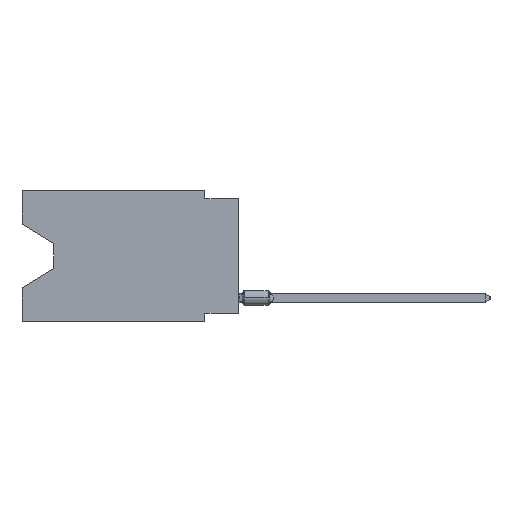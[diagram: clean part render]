
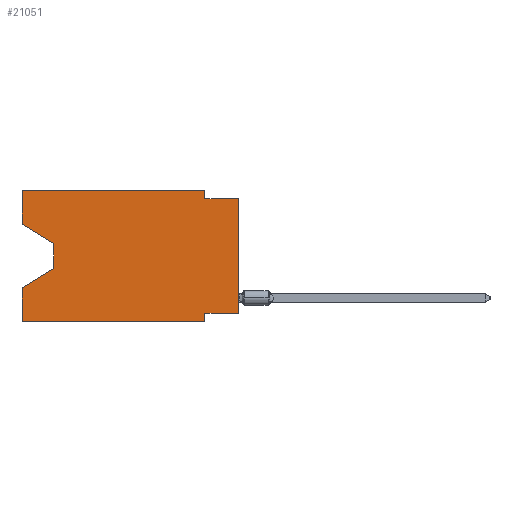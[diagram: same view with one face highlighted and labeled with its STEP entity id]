
A CAD part, left-side view. The second image highlights one B-rep face of the part: STEP entity #21051.
In plain terms, the highlighted planar face has unit normal (-1, 0, 0).
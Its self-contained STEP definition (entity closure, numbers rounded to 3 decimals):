
#258 = EDGE_CURVE ( 'NONE', #28695, #14778, #25463, .T. ) ;
#682 = CARTESIAN_POINT ( 'NONE',  ( 0., 2.54, 0. ) ) ;
#773 = CARTESIAN_POINT ( 'NONE',  ( 0., 13.97, -5.893 ) ) ;
#1413 = DIRECTION ( 'NONE',  ( 0., 0., 1. ) ) ;
#1926 = ORIENTED_EDGE ( 'NONE', *, *, #37457, .F. ) ;
#2328 = VERTEX_POINT ( 'NONE', #26201 ) ;
#2735 = VECTOR ( 'NONE', #25434, 1000. ) ;
#2939 = LINE ( 'NONE', #9624, #32197 ) ;
#4409 = LINE ( 'NONE', #15153, #2735 ) ;
#5421 = CARTESIAN_POINT ( 'NONE',  ( 0., 16.383, -2.546 ) ) ;
#5645 = EDGE_CURVE ( 'NONE', #37378, #34340, #7322, .T. ) ;
#6574 = PLANE ( 'NONE',  #39969 ) ;
#7322 = LINE ( 'NONE', #10899, #43073 ) ;
#7582 = VECTOR ( 'NONE', #25679, 1000. ) ;
#7621 = ORIENTED_EDGE ( 'NONE', *, *, #258, .T. ) ;
#7629 = VECTOR ( 'NONE', #23058, 1000. ) ;
#7703 = LINE ( 'NONE', #773, #7722 ) ;
#7722 = VECTOR ( 'NONE', #24724, 1000. ) ;
#7842 = LINE ( 'NONE', #682, #20970 ) ;
#8178 = DIRECTION ( 'NONE',  ( 0., -1., 0. ) ) ;
#8213 = CARTESIAN_POINT ( 'NONE',  ( 0., 16.383, -2.546 ) ) ;
#8323 = CARTESIAN_POINT ( 'NONE',  ( 0., 16.383, -7.36 ) ) ;
#9624 = CARTESIAN_POINT ( 'NONE',  ( 0., 0., -9.271 ) ) ;
#10172 = VECTOR ( 'NONE', #32416, 1000. ) ;
#10472 = VERTEX_POINT ( 'NONE', #15952 ) ;
#10657 = ORIENTED_EDGE ( 'NONE', *, *, #18171, .F. ) ;
#10669 = VERTEX_POINT ( 'NONE', #16408 ) ;
#10752 = ORIENTED_EDGE ( 'NONE', *, *, #20685, .T. ) ;
#10899 = CARTESIAN_POINT ( 'NONE',  ( 0., 0., 0. ) ) ;
#10947 = CARTESIAN_POINT ( 'NONE',  ( 0., 13.97, -4.013 ) ) ;
#12146 = EDGE_CURVE ( 'NONE', #14778, #43352, #22520, .T. ) ;
#12416 = CARTESIAN_POINT ( 'NONE',  ( 0., 16.383, 0. ) ) ;
#13624 = EDGE_CURVE ( 'NONE', #37378, #10472, #2939, .T. ) ;
#14337 = DIRECTION ( 'NONE',  ( 0., 0., -1. ) ) ;
#14778 = VERTEX_POINT ( 'NONE', #25185 ) ;
#14970 = CARTESIAN_POINT ( 'NONE',  ( 0., 16.383, -9.906 ) ) ;
#15153 = CARTESIAN_POINT ( 'NONE',  ( 0., 16.383, 0. ) ) ;
#15952 = CARTESIAN_POINT ( 'NONE',  ( 0., 2.54, -9.271 ) ) ;
#16408 = CARTESIAN_POINT ( 'NONE',  ( 0., 2.54, -0.635 ) ) ;
#17309 = CARTESIAN_POINT ( 'NONE',  ( 0., 2.54, 0. ) ) ;
#17530 = DIRECTION ( 'NONE',  ( 0., -1., 0. ) ) ;
#18171 = EDGE_CURVE ( 'NONE', #28695, #2328, #4409, .T. ) ;
#18649 = CARTESIAN_POINT ( 'NONE',  ( 0., 16.383, 0. ) ) ;
#18976 = EDGE_CURVE ( 'NONE', #10669, #34340, #28798, .T. ) ;
#19396 = CARTESIAN_POINT ( 'NONE',  ( 0., 13.97, -5.893 ) ) ;
#20685 = EDGE_CURVE ( 'NONE', #43352, #37170, #7703, .T. ) ;
#20970 = VECTOR ( 'NONE', #14337, 1000. ) ;
#21051 = ADVANCED_FACE ( 'NONE', ( #37289 ), #6574, .F. ) ;
#21743 = ORIENTED_EDGE ( 'NONE', *, *, #13624, .F. ) ;
#22520 = LINE ( 'NONE', #10947, #7582 ) ;
#23058 = DIRECTION ( 'NONE',  ( 0., 0., -1. ) ) ;
#23912 = CARTESIAN_POINT ( 'NONE',  ( 0., 0., -0.635 ) ) ;
#23979 = ORIENTED_EDGE ( 'NONE', *, *, #30207, .F. ) ;
#24567 = DIRECTION ( 'NONE',  ( 0., 0., 1. ) ) ;
#24724 = DIRECTION ( 'NONE',  ( 0., 0.855, -0.519 ) ) ;
#25185 = CARTESIAN_POINT ( 'NONE',  ( 0., 13.97, -4.013 ) ) ;
#25434 = DIRECTION ( 'NONE',  ( 0., 0., 1. ) ) ;
#25463 = LINE ( 'NONE', #8213, #10172 ) ;
#25679 = DIRECTION ( 'NONE',  ( 0., 0., -1. ) ) ;
#25944 = ORIENTED_EDGE ( 'NONE', *, *, #18976, .F. ) ;
#26201 = CARTESIAN_POINT ( 'NONE',  ( 0., 16.383, 0. ) ) ;
#26265 = ORIENTED_EDGE ( 'NONE', *, *, #32660, .T. ) ;
#27298 = EDGE_CURVE ( 'NONE', #10472, #33551, #30431, .T. ) ;
#28583 = EDGE_LOOP ( 'NONE', ( #7621, #38803, #10752, #23979, #26265, #32176, #21743, #30386, #25944, #1926, #38493, #10657 ) ) ;
#28635 = DIRECTION ( 'NONE',  ( 0., -1., 0. ) ) ;
#28695 = VERTEX_POINT ( 'NONE', #5421 ) ;
#28798 = LINE ( 'NONE', #42477, #39075 ) ;
#28990 = VECTOR ( 'NONE', #1413, 1000. ) ;
#29059 = LINE ( 'NONE', #14970, #38447 ) ;
#30207 = EDGE_CURVE ( 'NONE', #35172, #37170, #35678, .T. ) ;
#30386 = ORIENTED_EDGE ( 'NONE', *, *, #5645, .T. ) ;
#30431 = LINE ( 'NONE', #33598, #7629 ) ;
#31820 = EDGE_CURVE ( 'NONE', #2328, #32594, #37945, .T. ) ;
#32176 = ORIENTED_EDGE ( 'NONE', *, *, #27298, .F. ) ;
#32197 = VECTOR ( 'NONE', #36978, 1000. ) ;
#32416 = DIRECTION ( 'NONE',  ( 0., -0.855, -0.519 ) ) ;
#32594 = VERTEX_POINT ( 'NONE', #17309 ) ;
#32660 = EDGE_CURVE ( 'NONE', #35172, #33551, #29059, .T. ) ;
#32977 = CARTESIAN_POINT ( 'NONE',  ( 0., 16.383, -9.906 ) ) ;
#33043 = DIRECTION ( 'NONE',  ( 0., 0., -1. ) ) ;
#33551 = VERTEX_POINT ( 'NONE', #43281 ) ;
#33598 = CARTESIAN_POINT ( 'NONE',  ( 0., 2.54, -9.906 ) ) ;
#34340 = VERTEX_POINT ( 'NONE', #23912 ) ;
#35172 = VERTEX_POINT ( 'NONE', #32977 ) ;
#35678 = LINE ( 'NONE', #18649, #28990 ) ;
#36978 = DIRECTION ( 'NONE',  ( 0., 1., 0. ) ) ;
#37170 = VERTEX_POINT ( 'NONE', #8323 ) ;
#37289 = FACE_OUTER_BOUND ( 'NONE', #28583, .T. ) ;
#37378 = VERTEX_POINT ( 'NONE', #44155 ) ;
#37457 = EDGE_CURVE ( 'NONE', #32594, #10669, #7842, .T. ) ;
#37945 = LINE ( 'NONE', #41537, #43412 ) ;
#38447 = VECTOR ( 'NONE', #28635, 1000. ) ;
#38493 = ORIENTED_EDGE ( 'NONE', *, *, #31820, .F. ) ;
#38803 = ORIENTED_EDGE ( 'NONE', *, *, #12146, .T. ) ;
#39075 = VECTOR ( 'NONE', #8178, 1000. ) ;
#39771 = DIRECTION ( 'NONE',  ( 1., 0., 0. ) ) ;
#39969 = AXIS2_PLACEMENT_3D ( 'NONE', #12416, #39771, #33043 ) ;
#41537 = CARTESIAN_POINT ( 'NONE',  ( 0., 16.383, 0. ) ) ;
#42477 = CARTESIAN_POINT ( 'NONE',  ( 0., 0., -0.635 ) ) ;
#43073 = VECTOR ( 'NONE', #24567, 1000. ) ;
#43281 = CARTESIAN_POINT ( 'NONE',  ( 0., 2.54, -9.906 ) ) ;
#43352 = VERTEX_POINT ( 'NONE', #19396 ) ;
#43412 = VECTOR ( 'NONE', #17530, 1000. ) ;
#44155 = CARTESIAN_POINT ( 'NONE',  ( 0., 0., -9.271 ) ) ;
